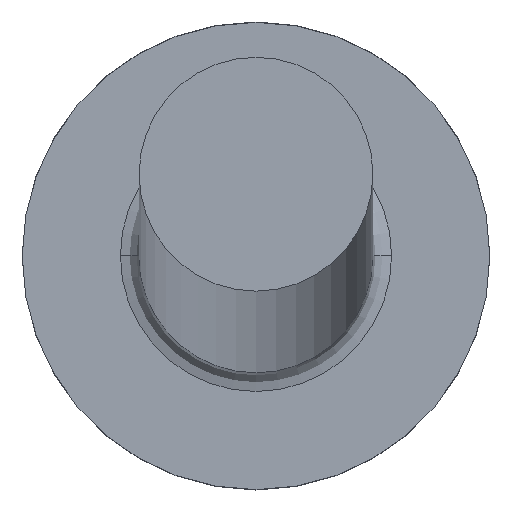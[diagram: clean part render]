
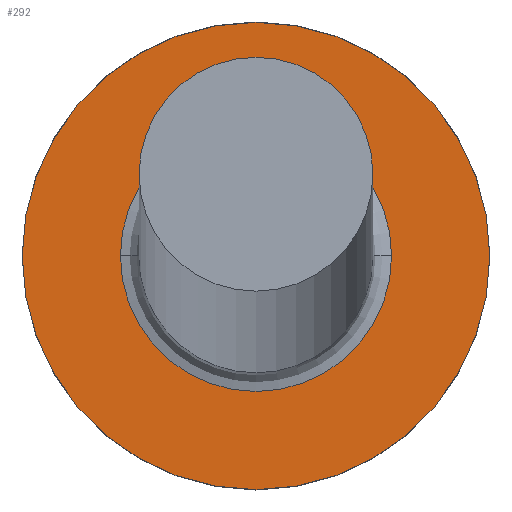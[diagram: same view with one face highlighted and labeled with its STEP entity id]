
A CAD part, top view. The second image highlights one B-rep face of the part: STEP entity #292.
In plain terms, the highlighted planar face has unit normal (0, 0, 1).
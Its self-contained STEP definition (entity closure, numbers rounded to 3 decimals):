
#5 = CIRCLE ( 'NONE', #294, 1.45 ) ;
#12 = ORIENTED_EDGE ( 'NONE', *, *, #269, .T. ) ;
#14 = VERTEX_POINT ( 'NONE', #177 ) ;
#22 = DIRECTION ( 'NONE',  ( 0., 0., 1. ) ) ;
#25 = AXIS2_PLACEMENT_3D ( 'NONE', #42, #201, #300 ) ;
#32 = EDGE_CURVE ( 'NONE', #254, #96, #144, .T. ) ;
#38 = CARTESIAN_POINT ( 'NONE',  ( 0., 0., 2. ) ) ;
#42 = CARTESIAN_POINT ( 'NONE',  ( 0., 0., 2. ) ) ;
#46 = CARTESIAN_POINT ( 'NONE',  ( 0., 0., 2. ) ) ;
#60 = FACE_OUTER_BOUND ( 'NONE', #247, .T. ) ;
#61 = DIRECTION ( 'NONE',  ( 1., 0., 0. ) ) ;
#65 = DIRECTION ( 'NONE',  ( 1., 0., 0. ) ) ;
#83 = DIRECTION ( 'NONE',  ( 0., 0., -1. ) ) ;
#86 = EDGE_CURVE ( 'NONE', #96, #254, #284, .T. ) ;
#96 = VERTEX_POINT ( 'NONE', #151 ) ;
#116 = VERTEX_POINT ( 'NONE', #295 ) ;
#126 = EDGE_LOOP ( 'NONE', ( #273, #12 ) ) ;
#128 = PLANE ( 'NONE',  #25 ) ;
#129 = DIRECTION ( 'NONE',  ( 0., 0., 1. ) ) ;
#144 = CIRCLE ( 'NONE', #263, 2.5 ) ;
#145 = ORIENTED_EDGE ( 'NONE', *, *, #86, .T. ) ;
#151 = CARTESIAN_POINT ( 'NONE',  ( 2.5, 0., 2. ) ) ;
#158 = CARTESIAN_POINT ( 'NONE',  ( 0., 0., 2. ) ) ;
#171 = DIRECTION ( 'NONE',  ( 1., 0., 0. ) ) ;
#176 = DIRECTION ( 'NONE',  ( 0., 0., -1. ) ) ;
#177 = CARTESIAN_POINT ( 'NONE',  ( -1.45, 0., 2. ) ) ;
#180 = CIRCLE ( 'NONE', #238, 1.45 ) ;
#186 = AXIS2_PLACEMENT_3D ( 'NONE', #275, #22, #61 ) ;
#198 = CARTESIAN_POINT ( 'NONE',  ( -2.5, 0., 2. ) ) ;
#201 = DIRECTION ( 'NONE',  ( 0., 0., 1. ) ) ;
#220 = ORIENTED_EDGE ( 'NONE', *, *, #32, .T. ) ;
#238 = AXIS2_PLACEMENT_3D ( 'NONE', #46, #176, #258 ) ;
#247 = EDGE_LOOP ( 'NONE', ( #220, #145 ) ) ;
#254 = VERTEX_POINT ( 'NONE', #198 ) ;
#258 = DIRECTION ( 'NONE',  ( 1., 0., 0. ) ) ;
#262 = EDGE_CURVE ( 'NONE', #116, #14, #5, .T. ) ;
#263 = AXIS2_PLACEMENT_3D ( 'NONE', #38, #129, #171 ) ;
#269 = EDGE_CURVE ( 'NONE', #14, #116, #180, .T. ) ;
#273 = ORIENTED_EDGE ( 'NONE', *, *, #262, .T. ) ;
#274 = FACE_BOUND ( 'NONE', #126, .T. ) ;
#275 = CARTESIAN_POINT ( 'NONE',  ( 0., 0., 2. ) ) ;
#284 = CIRCLE ( 'NONE', #186, 2.5 ) ;
#292 = ADVANCED_FACE ( 'NONE', ( #274, #60 ), #128, .T. ) ;
#294 = AXIS2_PLACEMENT_3D ( 'NONE', #158, #83, #65 ) ;
#295 = CARTESIAN_POINT ( 'NONE',  ( 1.45, 0., 2. ) ) ;
#300 = DIRECTION ( 'NONE',  ( 1., 0., 0. ) ) ;
